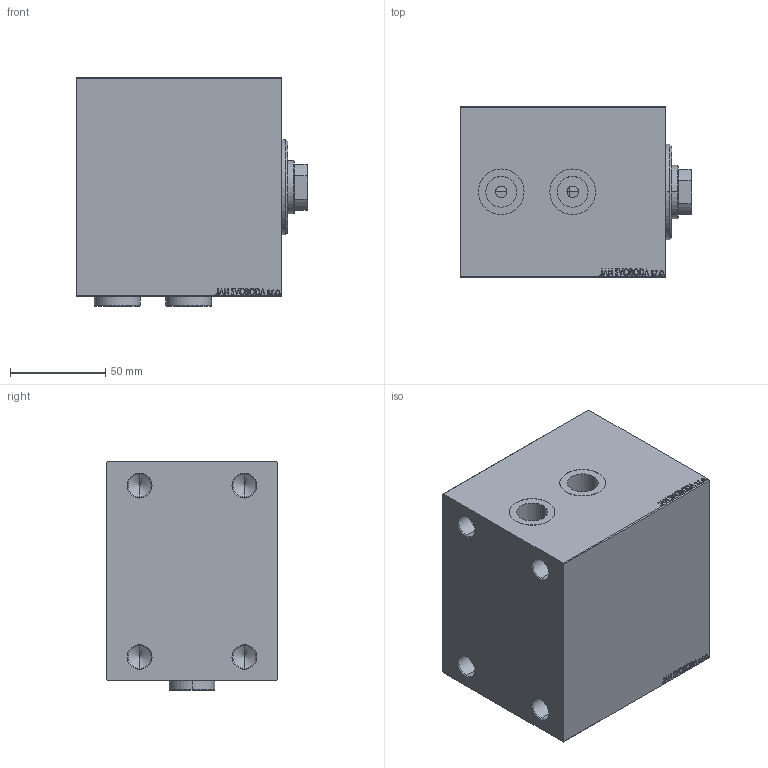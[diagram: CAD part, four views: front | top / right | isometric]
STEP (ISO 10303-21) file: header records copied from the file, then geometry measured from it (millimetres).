
FILE_DESCRIPTION (( 'STEP AP203' ), '1' );
FILE_NAME ('0116.STEP', '2024-02-22T23:54:41', ( '' ), ( '' ), 'SwSTEP 2.0', 'SolidWorks 2019', '' );
FILE_SCHEMA (( 'CONFIG_CONTROL_DESIGN' ));
Length unit declared in the file: millimetre
Products named in the file (5): V450CP_VC_B b60dedc6c28c9e3469a9ebce5474f3aa; 0116; V450CP_B_VCP b60dedc6c28c9e3469a9ebce5474f3aa; PLUG b60dedc6c28c9e3469a9ebce5474f3aa; V450CP_B b60dedc6c28c9e3469a9ebce5474f3aa
Assembly tree (5 placements, depth 2):
  0116
    V450CP_B b60dedc6c28c9e3469a9ebce5474f3aa
    V450CP_B_VCP b60dedc6c28c9e3469a9ebce5474f3aa
    V450CP_VC_B b60dedc6c28c9e3469a9ebce5474f3aa
    PLUG b60dedc6c28c9e3469a9ebce5474f3aa  x2
Bounding box: 121.5 x 90 x 119.9 mm (x, y, z)
Volume: 1067843.1 mm3; surface area: 138484.7 mm2
Topology: 5 solids, 5 shells, 959 faces, 2426 edges, 1581 vertices
Faces by surface type: plane 441, bspline 380, cylinder 84, cone 50, torus 4
Entity records: 46289 total; most frequent: CARTESIAN_POINT 25623, ORIENTED_EDGE 4736, DIRECTION 2916, EDGE_CURVE 2368, VERTEX_POINT 1557, LINE 1396, VECTOR 1396, EDGE_LOOP 1071
